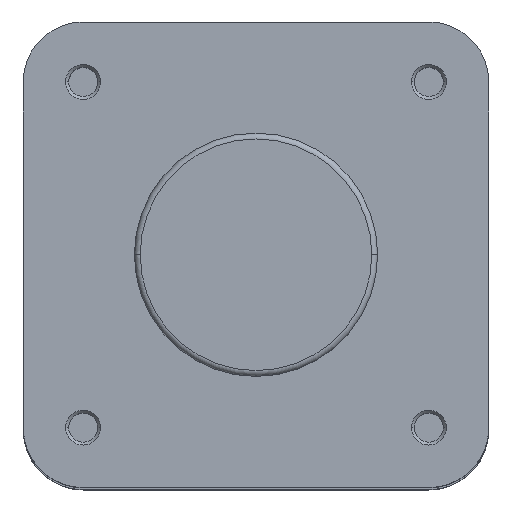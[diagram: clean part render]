
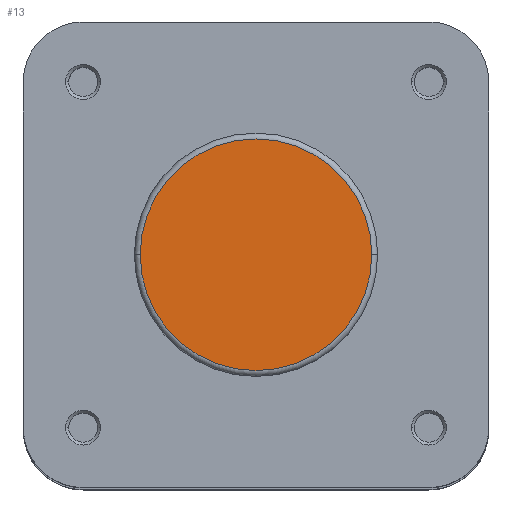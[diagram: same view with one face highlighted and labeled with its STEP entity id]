
A CAD part, top view. The second image highlights one B-rep face of the part: STEP entity #13.
In plain terms, the highlighted planar face has unit normal (0, 0, 1).
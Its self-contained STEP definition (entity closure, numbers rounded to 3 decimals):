
#13 = ADVANCED_FACE ( 'NONE', ( #5323 ), #832, .F. ) ;
#177 = EDGE_CURVE ( 'NONE', #350, #316, #5465, .T. ) ;
#316 = VERTEX_POINT ( 'NONE', #1246 ) ;
#350 = VERTEX_POINT ( 'NONE', #1267 ) ;
#831 = CARTESIAN_POINT ( 'NONE',  ( 0., 20.9, 0. ) ) ;
#832 = PLANE ( 'NONE',  #4435 ) ;
#834 = DIRECTION ( 'NONE',  ( 0., 0., -1. ) ) ;
#835 = DIRECTION ( 'NONE',  ( -1., 0., 0. ) ) ;
#1059 = CARTESIAN_POINT ( 'NONE',  ( 0., 0., 0. ) ) ;
#1060 = DIRECTION ( 'NONE',  ( 0., 0., 1. ) ) ;
#1061 = DIRECTION ( 'NONE',  ( -1., 0., 0. ) ) ;
#1246 = CARTESIAN_POINT ( 'NONE',  ( -19.9, 0., 0. ) ) ;
#1267 = CARTESIAN_POINT ( 'NONE',  ( 19.9, 0., 0. ) ) ;
#2331 = CARTESIAN_POINT ( 'NONE',  ( 0., 0., 0. ) ) ;
#2333 = DIRECTION ( 'NONE',  ( 0., 0., 1. ) ) ;
#2334 = DIRECTION ( 'NONE',  ( -1., 0., 0. ) ) ;
#3322 = CIRCLE ( 'NONE', #4686, 19.9 ) ;
#3917 = ORIENTED_EDGE ( 'NONE', *, *, #4347, .T. ) ;
#3936 = ORIENTED_EDGE ( 'NONE', *, *, #177, .T. ) ;
#4347 = EDGE_CURVE ( 'NONE', #316, #350, #3322, .T. ) ;
#4435 = AXIS2_PLACEMENT_3D ( 'NONE', #831, #834, #835 ) ;
#4496 = AXIS2_PLACEMENT_3D ( 'NONE', #1059, #1060, #1061 ) ;
#4686 = AXIS2_PLACEMENT_3D ( 'NONE', #2331, #2333, #2334 ) ;
#5211 = EDGE_LOOP ( 'NONE', ( #3917, #3936 ) ) ;
#5323 = FACE_OUTER_BOUND ( 'NONE', #5211, .T. ) ;
#5465 = CIRCLE ( 'NONE', #4496, 19.9 ) ;
